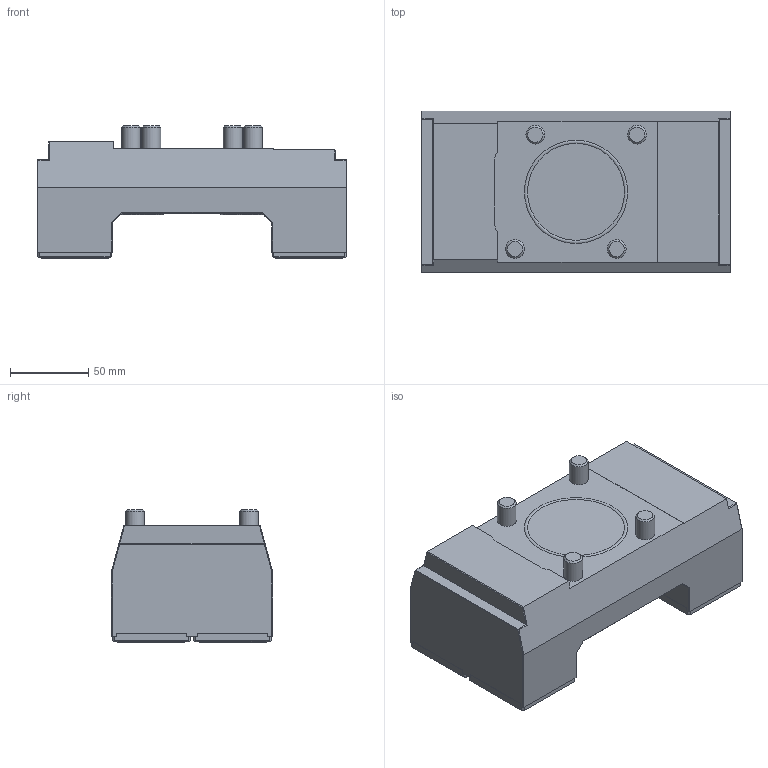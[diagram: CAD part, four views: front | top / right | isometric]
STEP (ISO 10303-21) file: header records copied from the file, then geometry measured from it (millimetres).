
FILE_DESCRIPTION(/* description */ (''),/* implementation_level */ '2;1');
FILE_NAME(/* name */ '1619187331005.stp',/* time_stamp */ '2021-04-23T16:15:37+02:00',/* author */ (''),/* organization */ ('SMS'),/* preprocessor_version */ 'ST-DEVELOPER v16.7',/* originating_system */ 'SIEMENS PLM Software NX 12.0',/* authorisation */ '');
FILE_SCHEMA (('AUTOMOTIVE_DESIGN { 1 0 10303 214 3 1 1 1 }'));
Length unit declared in the file: millimetre
Products named in the file (1): 203503687mod000_00
Bounding box: 198 x 103 x 84.96 mm (x, y, z)
Volume: 1045252.3 mm3; surface area: 98851.1 mm2
Topology: 1 solids, 1 shells, 336 faces, 886 edges, 583 vertices
Faces by surface type: plane 227, cylinder 50, cone 32, sphere 16, torus 7, bspline 4
Full cylindrical faces by diameter (mm): 2.5 x4, 5.994 x4, 7.193 x16, 11.988 x4, 17.982 x2, 18.981 x2, 20 x2, 39.96 x4
Entity records: 11233 total; most frequent: CARTESIAN_POINT 3622, DIRECTION 1504, ORIENTED_EDGE 1452, EDGE_CURVE 726, VERTEX_POINT 514, LINE 502, VECTOR 502, AXIS2_PLACEMENT_3D 501
